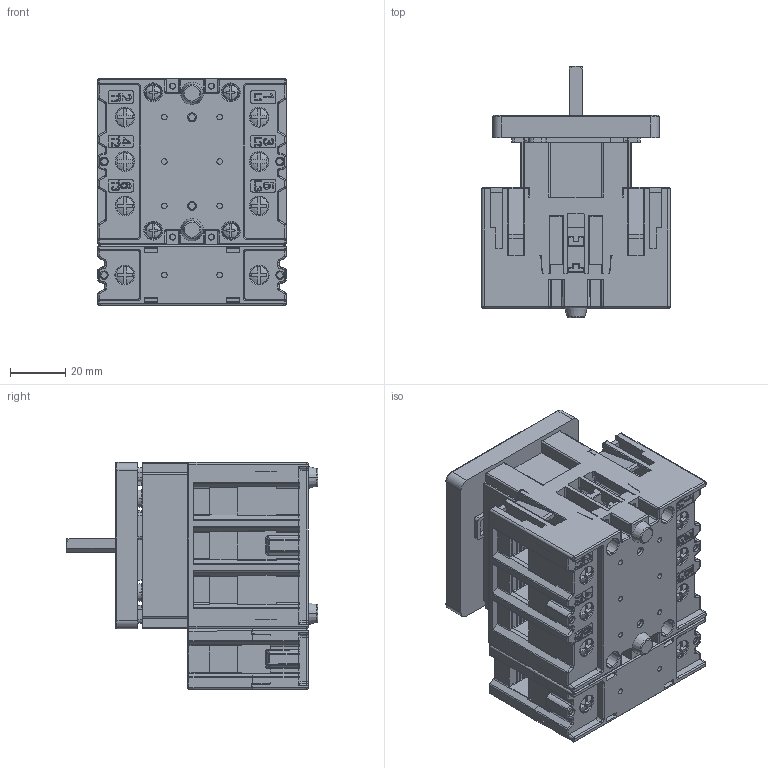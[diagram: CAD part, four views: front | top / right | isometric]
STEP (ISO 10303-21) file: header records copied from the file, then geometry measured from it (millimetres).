
FILE_DESCRIPTION((''),'2;1');
FILE_NAME('DS1004R-P_ASM_SW0001','2015-09-08T',('mangiapr'),(''),'PRO/ENGINEER BY PARAMETRIC TECHNOLOGY CORPORATION, 2011080','PRO/ENGINEER BY PARAMETRIC TECHNOLOGY CORPORATION, 2011080','');
FILE_SCHEMA(('CONFIG_CONTROL_DESIGN'));
Products named in the file (1): DS1004R-P_ASM_SW0001
Bounding box: 68 x 90.8 x 82 mm (x, y, z)
Volume: 243835.3 mm3; surface area: 90397 mm2
Topology: 1 solids, 1 shells, 4729 faces, 13349 edges, 8449 vertices
Faces by surface type: plane 3005, cylinder 1143, cone 148, torus 137, extrusion 128, sphere 96, bspline 72
Entity records: 156707 total; most frequent: CARTESIAN_POINT 35730, ORIENTED_EDGE 26558, DIRECTION 23361, EDGE_CURVE 13279, VECTOR 9829, LINE 9701, VERTEX_POINT 8449, AXIS2_PLACEMENT_3D 6766
